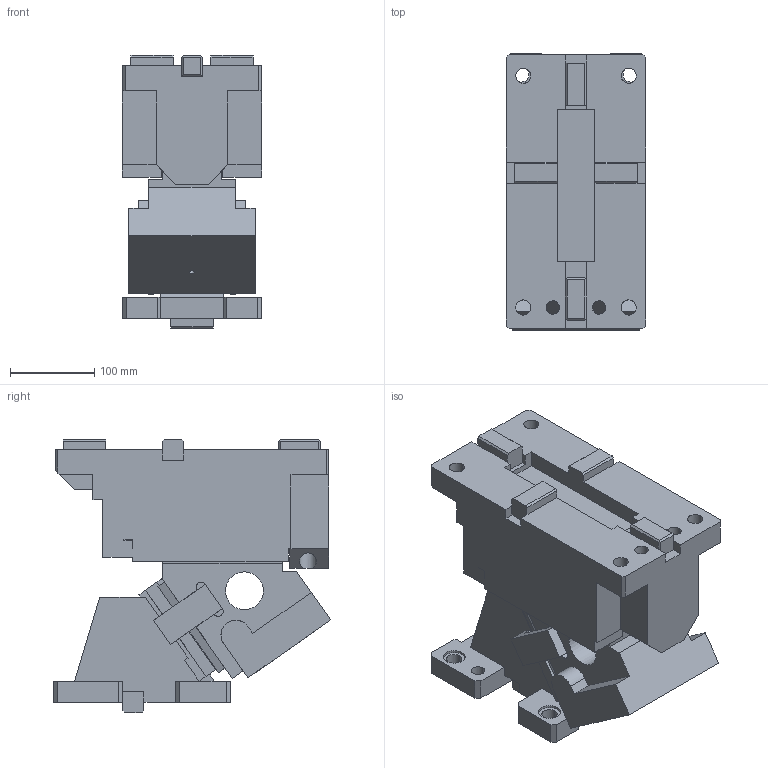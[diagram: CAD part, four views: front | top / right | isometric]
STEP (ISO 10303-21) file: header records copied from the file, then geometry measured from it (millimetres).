
FILE_DESCRIPTION(('CATIA V5 STEP Exchange'),'2;1');
FILE_NAME('CACN_F_150_55.stp','2015-04-24T09:57:58+00:00',('none'),('none'),'CATIA Version 5 Release 19 SP 2 (IN-10)','CATIA V5 STEP AP203','none');
FILE_SCHEMA(('CONFIG_CONTROL_DESIGN'));
Length unit declared in the file: millimetre
Products named in the file (1): CACN_F_150_55
Bounding box: 165 x 329.05 x 324 mm (x, y, z)
Volume: 8595474.5 mm3; surface area: 673424 mm2
Topology: 3 solids, 3 shells, 413 faces, 1193 edges, 786 vertices
Faces by surface type: plane 346, cylinder 65, cone 2
Entity records: 14221 total; most frequent: CARTESIAN_POINT 3545, ORIENTED_EDGE 2382, DIRECTION 1877, EDGE_CURVE 1191, VECTOR 1045, LINE 1045, VERTEX_POINT 786, AXIS2_PLACEMENT_3D 456
